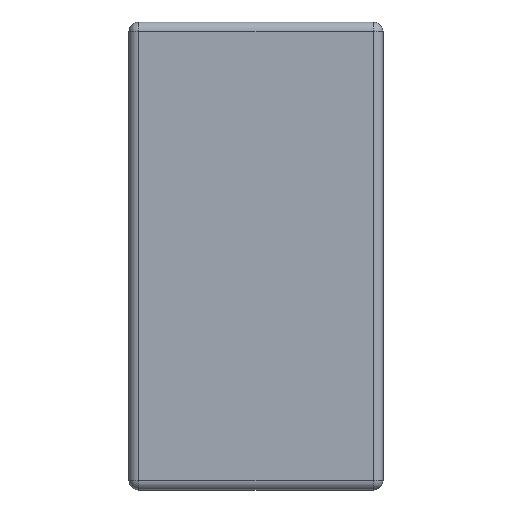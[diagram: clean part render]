
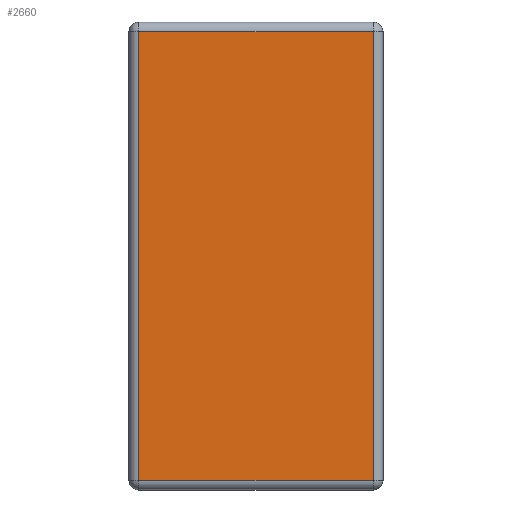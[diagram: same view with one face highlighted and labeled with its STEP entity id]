
A CAD part, left-side view. The second image highlights one B-rep face of the part: STEP entity #2660.
In plain terms, the highlighted planar face has unit normal (-1, 0, 0).
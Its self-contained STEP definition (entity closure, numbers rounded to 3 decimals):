
#6 = VERTEX_POINT ( 'NONE', #4087 ) ;
#218 = VERTEX_POINT ( 'NONE', #3868 ) ;
#388 = DIRECTION ( 'NONE',  ( 0., -1., 0. ) ) ;
#414 = LINE ( 'NONE', #1071, #4429 ) ;
#427 = LINE ( 'NONE', #1788, #2904 ) ;
#645 = FACE_OUTER_BOUND ( 'NONE', #3425, .T. ) ;
#663 = VECTOR ( 'NONE', #388, 1000. ) ;
#961 = CARTESIAN_POINT ( 'NONE',  ( 0., 1.827, -3.427 ) ) ;
#1071 = CARTESIAN_POINT ( 'NONE',  ( 0., 1.9, -0.073 ) ) ;
#1103 = AXIS2_PLACEMENT_3D ( 'NONE', #2913, #1426, #2540 ) ;
#1143 = ORIENTED_EDGE ( 'NONE', *, *, #1599, .T. ) ;
#1182 = EDGE_CURVE ( 'NONE', #4145, #6, #427, .T. ) ;
#1426 = DIRECTION ( 'NONE',  ( -1., 0., 0. ) ) ;
#1451 = LINE ( 'NONE', #1501, #663 ) ;
#1501 = CARTESIAN_POINT ( 'NONE',  ( 0., 0., -3.427 ) ) ;
#1599 = EDGE_CURVE ( 'NONE', #6, #218, #414, .T. ) ;
#1788 = CARTESIAN_POINT ( 'NONE',  ( 0., 0.073, 0. ) ) ;
#1813 = DIRECTION ( 'NONE',  ( 0., 0., 1. ) ) ;
#1852 = ORIENTED_EDGE ( 'NONE', *, *, #1182, .T. ) ;
#1939 = LINE ( 'NONE', #3772, #2984 ) ;
#2082 = PLANE ( 'NONE',  #1103 ) ;
#2344 = CARTESIAN_POINT ( 'NONE',  ( 0., 0.073, -3.427 ) ) ;
#2353 = ORIENTED_EDGE ( 'NONE', *, *, #2840, .T. ) ;
#2540 = DIRECTION ( 'NONE',  ( 0., 0., 1. ) ) ;
#2660 = ADVANCED_FACE ( 'NONE', ( #645 ), #2082, .T. ) ;
#2840 = EDGE_CURVE ( 'NONE', #218, #3482, #1939, .T. ) ;
#2904 = VECTOR ( 'NONE', #1813, 1000. ) ;
#2913 = CARTESIAN_POINT ( 'NONE',  ( 0., 0., 0. ) ) ;
#2984 = VECTOR ( 'NONE', #4119, 1000. ) ;
#3425 = EDGE_LOOP ( 'NONE', ( #4072, #1852, #1143, #2353 ) ) ;
#3482 = VERTEX_POINT ( 'NONE', #961 ) ;
#3707 = EDGE_CURVE ( 'NONE', #3482, #4145, #1451, .T. ) ;
#3772 = CARTESIAN_POINT ( 'NONE',  ( 0., 1.827, -3.5 ) ) ;
#3868 = CARTESIAN_POINT ( 'NONE',  ( 0., 1.827, -0.073 ) ) ;
#3951 = DIRECTION ( 'NONE',  ( 0., 1., 0. ) ) ;
#4072 = ORIENTED_EDGE ( 'NONE', *, *, #3707, .T. ) ;
#4087 = CARTESIAN_POINT ( 'NONE',  ( 0., 0.073, -0.073 ) ) ;
#4119 = DIRECTION ( 'NONE',  ( 0., 0., -1. ) ) ;
#4145 = VERTEX_POINT ( 'NONE', #2344 ) ;
#4429 = VECTOR ( 'NONE', #3951, 1000. ) ;
